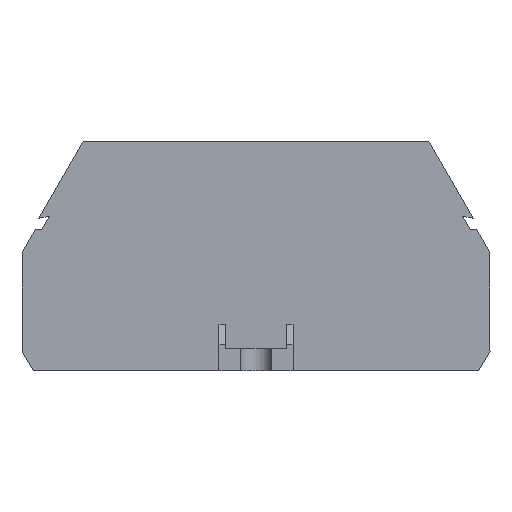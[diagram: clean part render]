
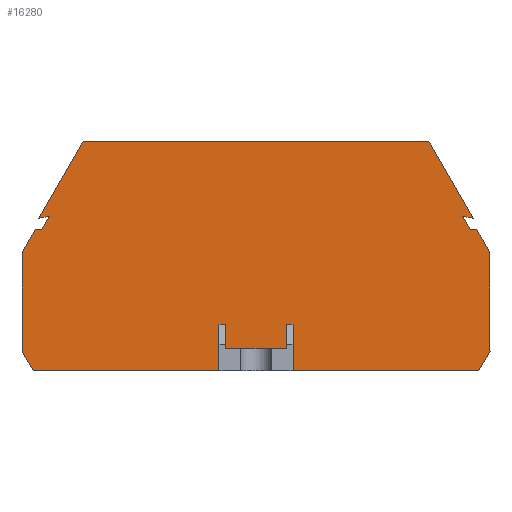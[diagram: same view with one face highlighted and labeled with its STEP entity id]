
A CAD part, left-side view. The second image highlights one B-rep face of the part: STEP entity #16280.
In plain terms, the highlighted face is planar.
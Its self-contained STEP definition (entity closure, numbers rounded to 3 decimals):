
#200=CARTESIAN_POINT('',(88.572,86.77,
-11.6));
#210=VERTEX_POINT('',#200);
#240=CARTESIAN_POINT('',(66.055,90.74,
-11.6));
#250=DIRECTION('',(0.985,-0.174,0.));
#260=VECTOR('',#250,1.);
#270=LINE('',#240,#260);
#280=CARTESIAN_POINT('',(86.708,87.098,
-11.6));
#290=VERTEX_POINT('',#280);
#300=EDGE_CURVE('',#290,#210,#270,.T.);
#570=CARTESIAN_POINT('',(57.417,68.509,
-11.6));
#580=VERTEX_POINT('',#570);
#830=CARTESIAN_POINT('',(57.417,60.409,
-11.6));
#840=VERTEX_POINT('',#830);
#870=CARTESIAN_POINT('',(57.417,64.334,-11.6));
#880=DIRECTION('',(0.,1.,0.));
#890=VECTOR('',#880,1.);
#900=LINE('',#870,#890);
#910=EDGE_CURVE('',#840,#580,#900,.T.);
#2010=CARTESIAN_POINT('',(91.429,64.334,-11.6))
;
#2020=DIRECTION('',(0.,-1.,0.));
#2030=VECTOR('',#2020,1.);
#2040=LINE('',#2010,#2030);
#2050=CARTESIAN_POINT('',(91.429,80.821,
-11.6));
#2060=VERTEX_POINT('',#2050);
#2070=CARTESIAN_POINT('',(91.429,63.773,
-11.6));
#2080=VERTEX_POINT('',#2070);
#2090=EDGE_CURVE('',#2060,#2080,#2040,.T.);
#3880=CARTESIAN_POINT('',(66.055,100.109,
-11.6));
#3890=DIRECTION('',(-1.,0.,0.));
#3900=VECTOR('',#3890,1.);
#3910=LINE('',#3880,#3900);
#3920=CARTESIAN_POINT('',(80.87,100.109,
-11.6));
#3930=VERTEX_POINT('',#3920);
#3940=CARTESIAN_POINT('',(21.164,100.109,
-11.6));
#3950=VERTEX_POINT('',#3940);
#3960=EDGE_CURVE('',#3930,#3950,#3910,.T.);
#5350=CARTESIAN_POINT('',(66.055,84.809,
-11.6));
#5360=DIRECTION('',(1.,0.,0.));
#5370=VECTOR('',#5360,1.);
#5380=LINE('',#5350,#5370);
#5390=CARTESIAN_POINT('',(12.908,84.809,
-11.6));
#5400=VERTEX_POINT('',#5390);
#5410=CARTESIAN_POINT('',(14.004,84.809,
-11.6));
#5420=VERTEX_POINT('',#5410);
#5430=EDGE_CURVE('',#5400,#5420,#5380,.T.);
#8110=CARTESIAN_POINT('',(45.817,64.209,
-11.6));
#8120=VERTEX_POINT('',#8110);
#8150=CARTESIAN_POINT('',(45.817,64.334,-11.6))
;
#8160=DIRECTION('',(0.,1.,0.));
#8170=VECTOR('',#8160,1.);
#8180=LINE('',#8150,#8170);
#8190=CARTESIAN_POINT('',(45.817,68.509,
-11.6));
#8200=VERTEX_POINT('',#8190);
#8210=EDGE_CURVE('',#8120,#8200,#8180,.T.);
#8550=CARTESIAN_POINT('',(44.617,68.509,
-11.6));
#8560=VERTEX_POINT('',#8550);
#8610=CARTESIAN_POINT('',(66.055,68.509,
-11.6));
#8620=DIRECTION('',(1.,0.,0.));
#8630=VECTOR('',#8620,1.);
#8640=LINE('',#8610,#8630);
#8650=EDGE_CURVE('',#8560,#8200,#8640,.T.);
#9140=CARTESIAN_POINT('',(100.949,64.334,-11.6))
;
#9150=DIRECTION('',(-0.5,0.866,0.));
#9160=VECTOR('',#9150,1.);
#9170=LINE('',#9140,#9160);
#9180=CARTESIAN_POINT('',(89.126,84.81,
-11.6));
#9190=VERTEX_POINT('',#9180);
#9200=EDGE_CURVE('',#2060,#9190,#9170,.T.);
#9480=CARTESIAN_POINT('',(101.526,64.334,-11.6))
;
#9490=DIRECTION('',(-0.5,0.866,0.));
#9500=VECTOR('',#9490,1.);
#9510=LINE('',#9480,#9500);
#9520=EDGE_CURVE('',#210,#3930,#9510,.T.);
#10240=CARTESIAN_POINT('',(1.086,64.334,-11.6)
);
#10250=DIRECTION('',(-0.5,-0.866,0.));
#10260=VECTOR('',#10250,1.);
#10270=LINE('',#10240,#10260);
#10280=CARTESIAN_POINT('',(10.604,80.82,
-11.6));
#10290=VERTEX_POINT('',#10280);
#10300=EDGE_CURVE('',#5400,#10290,#10270,.T.);
#10550=CARTESIAN_POINT('',(10.604,64.334,-11.6)
);
#10560=DIRECTION('',(0.,1.,0.));
#10570=VECTOR('',#10560,1.);
#10580=LINE('',#10550,#10570);
#10590=CARTESIAN_POINT('',(10.604,63.773,
-11.6));
#10600=VERTEX_POINT('',#10590);
#10610=EDGE_CURVE('',#10600,#10290,#10580,.T.);
#12070=CARTESIAN_POINT('',(91.753,64.334,-11.6)
);
#12080=DIRECTION('',(0.5,0.866,0.));
#12090=VECTOR('',#12080,1.);
#12100=LINE('',#12070,#12090);
#12110=CARTESIAN_POINT('',(89.487,60.409,
-11.6));
#12120=VERTEX_POINT('',#12110);
#12130=EDGE_CURVE('',#12120,#2080,#12100,.T.);
#12730=CARTESIAN_POINT('',(13.462,86.77,
-11.6));
#12740=VERTEX_POINT('',#12730);
#12770=CARTESIAN_POINT('',(0.509,64.334,-11.6
));
#12780=DIRECTION('',(0.5,0.866,0.));
#12790=VECTOR('',#12780,1.);
#12800=LINE('',#12770,#12790);
#12810=EDGE_CURVE('',#12740,#3950,#12800,.T.);
#13040=CARTESIAN_POINT('',(56.217,64.209,
-11.6));
#13050=VERTEX_POINT('',#13040);
#13080=CARTESIAN_POINT('',(66.055,64.209,
-11.6));
#13090=DIRECTION('',(-1.,0.,0.));
#13100=VECTOR('',#13090,1.);
#13110=LINE('',#13080,#13100);
#13120=EDGE_CURVE('',#13050,#8120,#13110,.T.);
#13800=CARTESIAN_POINT('',(66.055,84.809,
-11.6));
#13810=DIRECTION('',(1.,0.,0.));
#13820=VECTOR('',#13810,1.);
#13830=LINE('',#13800,#13820);
#13840=CARTESIAN_POINT('',(88.03,84.81,
-11.6));
#13850=VERTEX_POINT('',#13840);
#13860=EDGE_CURVE('',#13850,#9190,#13830,.T.);
#14350=CARTESIAN_POINT('',(2.181,64.33,
-11.6));
#14360=DIRECTION('',(0.5,0.866,0.));
#14370=VECTOR('',#14360,1.);
#14380=LINE('',#14350,#14370);
#14390=CARTESIAN_POINT('',(15.326,87.098,
-11.6));
#14400=VERTEX_POINT('',#14390);
#14410=EDGE_CURVE('',#5420,#14400,#14380,.T.);
#14680=CARTESIAN_POINT('',(66.055,60.409,
-11.6));
#14690=DIRECTION('',(-1.,0.,0.));
#14700=VECTOR('',#14690,1.);
#14710=LINE('',#14680,#14700);
#14720=EDGE_CURVE('',#12120,#840,#14710,.T.);
#14840=CARTESIAN_POINT('',(44.617,60.409,
-11.6));
#14850=VERTEX_POINT('',#14840);
#14880=CARTESIAN_POINT('',(12.547,60.409,
-11.6));
#14890=VERTEX_POINT('',#14880);
#14900=EDGE_CURVE('',#14850,#14890,#14710,.T.);
#15310=CARTESIAN_POINT('',(56.217,68.509,
-11.6));
#15320=VERTEX_POINT('',#15310);
#15350=CARTESIAN_POINT('',(56.217,64.334,-11.6)
);
#15360=DIRECTION('',(0.,1.,0.));
#15370=VECTOR('',#15360,1.);
#15380=LINE('',#15350,#15370);
#15390=EDGE_CURVE('',#13050,#15320,#15380,.T.);
#15600=CARTESIAN_POINT('',(99.854,64.33,
-11.6));
#15610=DIRECTION('',(0.5,-0.866,0.));
#15620=VECTOR('',#15610,1.);
#15630=LINE('',#15600,#15620);
#15640=EDGE_CURVE('',#290,#13850,#15630,.T.);
#15770=CARTESIAN_POINT('',(51.017,77.229,
-11.6));
#15780=DIRECTION('',(0.,0.,-1.));
#15790=DIRECTION('',(0.,1.,0.));
#15800=AXIS2_PLACEMENT_3D('',#15770,#15780,#15790);
#15810=PLANE('',#15800);
#15820=ORIENTED_EDGE('',*,*,#8650,.F.);
#15830=ORIENTED_EDGE('',*,*,#8210,.T.);
#15840=ORIENTED_EDGE('',*,*,#13120,.T.);
#15850=ORIENTED_EDGE('',*,*,#15390,.F.);
#15860=CARTESIAN_POINT('',(66.055,68.509,
-11.6));
#15870=DIRECTION('',(1.,0.,0.));
#15880=VECTOR('',#15870,1.);
#15890=LINE('',#15860,#15880);
#15900=EDGE_CURVE('',#15320,#580,#15890,.T.);
#15910=ORIENTED_EDGE('',*,*,#15900,.F.);
#15920=ORIENTED_EDGE('',*,*,#910,.T.);
#15930=ORIENTED_EDGE('',*,*,#14720,.T.);
#15940=ORIENTED_EDGE('',*,*,#12130,.F.);
#15950=ORIENTED_EDGE('',*,*,#2090,.T.);
#15960=ORIENTED_EDGE('',*,*,#9200,.F.);
#15970=ORIENTED_EDGE('',*,*,#13860,.T.);
#15980=ORIENTED_EDGE('',*,*,#15640,.T.);
#15990=ORIENTED_EDGE('',*,*,#300,.F.);
#16000=ORIENTED_EDGE('',*,*,#9520,.F.);
#16010=ORIENTED_EDGE('',*,*,#3960,.F.);
#16020=ORIENTED_EDGE('',*,*,#12810,.T.);
#16030=CARTESIAN_POINT('',(66.055,96.044,
-11.6));
#16040=DIRECTION('',(0.985,0.174,0.));
#16050=VECTOR('',#16040,1.);
#16060=LINE('',#16030,#16050);
#16070=EDGE_CURVE('',#12740,#14400,#16060,.T.);
#16080=ORIENTED_EDGE('',*,*,#16070,.F.);
#16090=ORIENTED_EDGE('',*,*,#14410,.T.);
#16100=ORIENTED_EDGE('',*,*,#5430,.T.);
#16110=ORIENTED_EDGE('',*,*,#10300,.F.);
#16120=ORIENTED_EDGE('',*,*,#10610,.T.);
#16130=CARTESIAN_POINT('',(10.281,64.334,-11.6)
);
#16140=DIRECTION('',(0.5,-0.866,0.));
#16150=VECTOR('',#16140,1.);
#16160=LINE('',#16130,#16150);
#16170=EDGE_CURVE('',#10600,#14890,#16160,.T.);
#16180=ORIENTED_EDGE('',*,*,#16170,.F.);
#16190=ORIENTED_EDGE('',*,*,#14900,.T.);
#16200=CARTESIAN_POINT('',(44.617,64.334,-11.6)
);
#16210=DIRECTION('',(0.,1.,0.));
#16220=VECTOR('',#16210,1.);
#16230=LINE('',#16200,#16220);
#16240=EDGE_CURVE('',#14850,#8560,#16230,.T.);
#16250=ORIENTED_EDGE('',*,*,#16240,.F.);
#16260=EDGE_LOOP('',(#16250,#16190,#16180,#16120,#16110,#16100,#16090,
#16080,#16020,#16010,#16000,#15990,#15980,#15970,#15960,#15950,#15940,
#15930,#15920,#15910,#15850,#15840,#15830,#15820));
#16270=FACE_OUTER_BOUND('',#16260,.T.);
#16280=ADVANCED_FACE('',(#16270),#15810,.T.);
